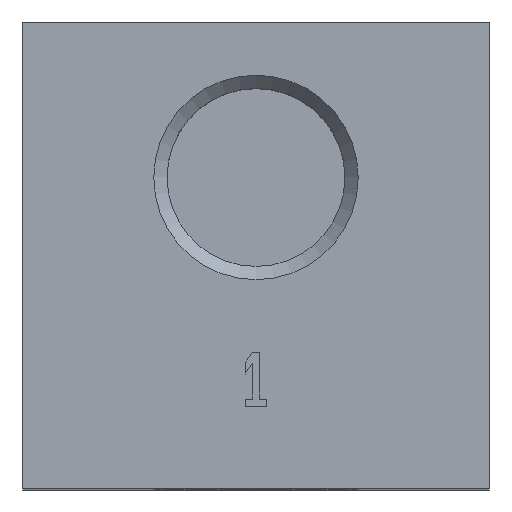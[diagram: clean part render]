
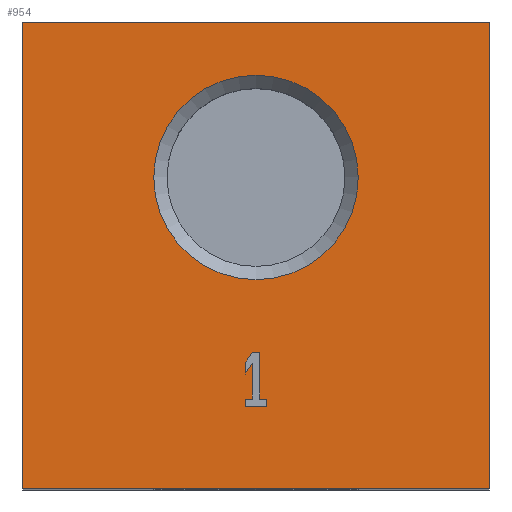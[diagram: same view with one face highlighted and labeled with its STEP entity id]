
A CAD part, top view. The second image highlights one B-rep face of the part: STEP entity #954.
In plain terms, the highlighted planar face has unit normal (0, 0, 1).
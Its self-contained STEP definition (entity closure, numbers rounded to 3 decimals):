
#68=CIRCLE('',#1051,6.579);
#133=ORIENTED_EDGE('',*,*,#391,.F.);
#134=ORIENTED_EDGE('',*,*,#392,.F.);
#135=ORIENTED_EDGE('',*,*,#393,.F.);
#136=ORIENTED_EDGE('',*,*,#394,.F.);
#137=ORIENTED_EDGE('',*,*,#395,.F.);
#138=ORIENTED_EDGE('',*,*,#396,.F.);
#139=ORIENTED_EDGE('',*,*,#397,.F.);
#140=ORIENTED_EDGE('',*,*,#398,.F.);
#141=ORIENTED_EDGE('',*,*,#399,.F.);
#142=ORIENTED_EDGE('',*,*,#400,.F.);
#143=ORIENTED_EDGE('',*,*,#401,.F.);
#144=ORIENTED_EDGE('',*,*,#402,.T.);
#145=ORIENTED_EDGE('',*,*,#403,.T.);
#146=ORIENTED_EDGE('',*,*,#346,.F.);
#147=ORIENTED_EDGE('',*,*,#404,.F.);
#148=ORIENTED_EDGE('',*,*,#389,.T.);
#346=EDGE_CURVE('',#476,#473,#567,.T.);
#389=EDGE_CURVE('',#514,#513,#584,.T.);
#391=EDGE_CURVE('',#515,#516,#586,.T.);
#392=EDGE_CURVE('',#517,#515,#587,.T.);
#393=EDGE_CURVE('',#518,#517,#588,.T.);
#394=EDGE_CURVE('',#519,#518,#589,.T.);
#395=EDGE_CURVE('',#520,#519,#590,.T.);
#396=EDGE_CURVE('',#521,#520,#591,.T.);
#397=EDGE_CURVE('',#522,#521,#592,.T.);
#398=EDGE_CURVE('',#523,#522,#593,.T.);
#399=EDGE_CURVE('',#524,#523,#594,.T.);
#400=EDGE_CURVE('',#525,#524,#595,.T.);
#401=EDGE_CURVE('',#516,#525,#596,.T.);
#402=EDGE_CURVE('',#526,#526,#68,.T.);
#403=EDGE_CURVE('',#513,#473,#597,.T.);
#404=EDGE_CURVE('',#514,#476,#598,.T.);
#473=VERTEX_POINT('',#1405);
#476=VERTEX_POINT('',#1410);
#513=VERTEX_POINT('',#1496);
#514=VERTEX_POINT('',#1498);
#515=VERTEX_POINT('',#1502);
#516=VERTEX_POINT('',#1503);
#517=VERTEX_POINT('',#1505);
#518=VERTEX_POINT('',#1507);
#519=VERTEX_POINT('',#1509);
#520=VERTEX_POINT('',#1511);
#521=VERTEX_POINT('',#1513);
#522=VERTEX_POINT('',#1515);
#523=VERTEX_POINT('',#1517);
#524=VERTEX_POINT('',#1519);
#525=VERTEX_POINT('',#1521);
#526=VERTEX_POINT('',#1524);
#567=LINE('',#1411,#656);
#584=LINE('',#1497,#673);
#586=LINE('',#1501,#675);
#587=LINE('',#1504,#676);
#588=LINE('',#1506,#677);
#589=LINE('',#1508,#678);
#590=LINE('',#1510,#679);
#591=LINE('',#1512,#680);
#592=LINE('',#1514,#681);
#593=LINE('',#1516,#682);
#594=LINE('',#1518,#683);
#595=LINE('',#1520,#684);
#596=LINE('',#1522,#685);
#597=LINE('',#1525,#686);
#598=LINE('',#1526,#687);
#656=VECTOR('',#1122,1000.);
#673=VECTOR('',#1203,1000.);
#675=VECTOR('',#1207,1000.);
#676=VECTOR('',#1208,1000.);
#677=VECTOR('',#1209,1000.);
#678=VECTOR('',#1210,1000.);
#679=VECTOR('',#1211,1000.);
#680=VECTOR('',#1212,1000.);
#681=VECTOR('',#1213,1000.);
#682=VECTOR('',#1214,1000.);
#683=VECTOR('',#1215,1000.);
#684=VECTOR('',#1216,1000.);
#685=VECTOR('',#1217,1000.);
#686=VECTOR('',#1220,1000.);
#687=VECTOR('',#1221,1000.);
#761=EDGE_LOOP('',(#133,#134,#135,#136,#137,#138,#139,#140,#141,#142,#143));
#762=EDGE_LOOP('',(#144));
#763=EDGE_LOOP('',(#145,#146,#147,#148));
#846=FACE_BOUND('',#761,.T.);
#847=FACE_BOUND('',#762,.T.);
#848=FACE_BOUND('',#763,.T.);
#915=PLANE('',#1050);
#954=ADVANCED_FACE('',(#846,#847,#848),#915,.F.);
#1050=AXIS2_PLACEMENT_3D('',#1500,#1205,#1206);
#1051=AXIS2_PLACEMENT_3D('',#1523,#1218,#1219);
#1122=DIRECTION('',(-1.,0.,0.));
#1203=DIRECTION('',(-1.,0.,0.));
#1205=DIRECTION('',(0.,0.,-1.));
#1206=DIRECTION('',(-1.,0.,0.));
#1207=DIRECTION('',(0.,-1.,0.));
#1208=DIRECTION('',(-1.,0.,0.));
#1209=DIRECTION('',(0.,-1.,0.));
#1210=DIRECTION('',(0.545,0.838,0.));
#1211=DIRECTION('',(0.,-1.,0.));
#1212=DIRECTION('',(-0.545,-0.838,0.));
#1213=DIRECTION('',(-1.,0.,0.));
#1214=DIRECTION('',(0.,1.,0.));
#1215=DIRECTION('',(-1.,0.,0.));
#1216=DIRECTION('',(0.,1.,0.));
#1217=DIRECTION('',(1.,0.,0.));
#1218=DIRECTION('',(0.,0.,-1.));
#1219=DIRECTION('',(-1.,0.,0.));
#1220=DIRECTION('',(0.,-1.,0.));
#1221=DIRECTION('',(0.,-1.,0.));
#1405=CARTESIAN_POINT('',(0.,0.,0.));
#1410=CARTESIAN_POINT('',(30.,0.,0.));
#1411=CARTESIAN_POINT('',(30.,0.,0.));
#1496=CARTESIAN_POINT('',(0.,30.,0.));
#1497=CARTESIAN_POINT('',(30.,30.,0.));
#1498=CARTESIAN_POINT('',(30.,30.,0.));
#1500=CARTESIAN_POINT('',(30.,30.,0.));
#1501=CARTESIAN_POINT('',(14.3,5.74,0.));
#1502=CARTESIAN_POINT('',(14.3,5.74,0.));
#1503=CARTESIAN_POINT('',(14.3,5.25,0.));
#1504=CARTESIAN_POINT('',(14.755,5.74,0.));
#1505=CARTESIAN_POINT('',(14.755,5.74,0.));
#1506=CARTESIAN_POINT('',(14.755,8.05,0.));
#1507=CARTESIAN_POINT('',(14.755,8.05,0.));
#1508=CARTESIAN_POINT('',(14.3,7.35,0.));
#1509=CARTESIAN_POINT('',(14.3,7.35,0.));
#1510=CARTESIAN_POINT('',(14.3,8.05,0.));
#1511=CARTESIAN_POINT('',(14.3,8.05,0.));
#1512=CARTESIAN_POINT('',(14.755,8.75,0.));
#1513=CARTESIAN_POINT('',(14.755,8.75,0.));
#1514=CARTESIAN_POINT('',(15.245,8.75,0.));
#1515=CARTESIAN_POINT('',(15.245,8.75,0.));
#1516=CARTESIAN_POINT('',(15.245,5.74,0.));
#1517=CARTESIAN_POINT('',(15.245,5.74,0.));
#1518=CARTESIAN_POINT('',(15.7,5.74,0.));
#1519=CARTESIAN_POINT('',(15.7,5.74,0.));
#1520=CARTESIAN_POINT('',(15.7,5.25,0.));
#1521=CARTESIAN_POINT('',(15.7,5.25,0.));
#1522=CARTESIAN_POINT('',(14.3,5.25,0.));
#1523=CARTESIAN_POINT('',(15.,20.,0.));
#1524=CARTESIAN_POINT('',(8.422,20.,0.));
#1525=CARTESIAN_POINT('',(0.,30.,0.));
#1526=CARTESIAN_POINT('',(30.,30.,0.));
